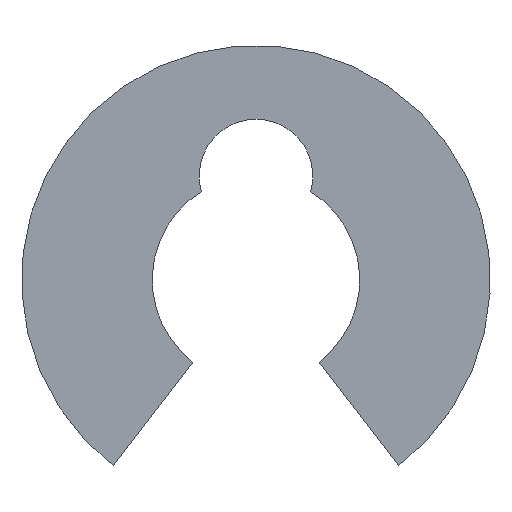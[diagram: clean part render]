
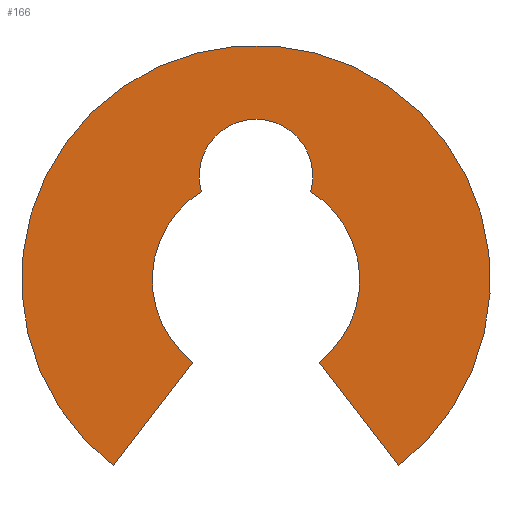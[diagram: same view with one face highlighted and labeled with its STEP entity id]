
A CAD part, front view. The second image highlights one B-rep face of the part: STEP entity #166.
In plain terms, the highlighted planar face has unit normal (0, -1, 0).
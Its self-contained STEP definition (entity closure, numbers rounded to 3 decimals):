
#2 = PLANE ( 'NONE',  #15 ) ;
#4 = CARTESIAN_POINT ( 'NONE',  ( 0., -0.794, 0. ) ) ;
#6 = CIRCLE ( 'NONE', #23, 2.108 ) ;
#9 = AXIS2_PLACEMENT_3D ( 'NONE', #252, #34, #180 ) ;
#15 = AXIS2_PLACEMENT_3D ( 'NONE', #4, #164, #208 ) ;
#21 = ORIENTED_EDGE ( 'NONE', *, *, #251, .F. ) ;
#23 = AXIS2_PLACEMENT_3D ( 'NONE', #81, #230, #55 ) ;
#26 = VERTEX_POINT ( 'NONE', #237 ) ;
#34 = DIRECTION ( 'NONE',  ( 0., -1., 0. ) ) ;
#52 = CARTESIAN_POINT ( 'NONE',  ( 0., -0.794, 0. ) ) ;
#54 = AXIS2_PLACEMENT_3D ( 'NONE', #187, #259, #280 ) ;
#55 = DIRECTION ( 'NONE',  ( 0., 0., 1. ) ) ;
#70 = VERTEX_POINT ( 'NONE', #231 ) ;
#74 = ORIENTED_EDGE ( 'NONE', *, *, #193, .T. ) ;
#75 = EDGE_CURVE ( 'NONE', #118, #77, #226, .T. ) ;
#77 = VERTEX_POINT ( 'NONE', #154 ) ;
#81 = CARTESIAN_POINT ( 'NONE',  ( 0., -0.794, 0. ) ) ;
#84 = FACE_OUTER_BOUND ( 'NONE', #244, .T. ) ;
#90 = EDGE_CURVE ( 'NONE', #173, #70, #292, .T. ) ;
#100 = DIRECTION ( 'NONE',  ( 0., 0., 1. ) ) ;
#118 = VERTEX_POINT ( 'NONE', #276 ) ;
#123 = EDGE_CURVE ( 'NONE', #145, #26, #161, .T. ) ;
#145 = VERTEX_POINT ( 'NONE', #205 ) ;
#154 = CARTESIAN_POINT ( 'NONE',  ( -2.899, -0.794, -3.778 ) ) ;
#161 = CIRCLE ( 'NONE', #9, 1.154 ) ;
#164 = DIRECTION ( 'NONE',  ( 0., 1., 0. ) ) ;
#165 = EDGE_CURVE ( 'NONE', #145, #173, #6, .T. ) ;
#166 = ADVANCED_FACE ( 'NONE', ( #84 ), #2, .F. ) ;
#171 = ORIENTED_EDGE ( 'NONE', *, *, #123, .F. ) ;
#172 = CARTESIAN_POINT ( 'NONE',  ( 0., -0.794, 0. ) ) ;
#173 = VERTEX_POINT ( 'NONE', #298 ) ;
#180 = DIRECTION ( 'NONE',  ( 0., 0., -1. ) ) ;
#187 = CARTESIAN_POINT ( 'NONE',  ( 0., -0.794, 0. ) ) ;
#193 = EDGE_CURVE ( 'NONE', #118, #26, #274, .T. ) ;
#194 = ORIENTED_EDGE ( 'NONE', *, *, #90, .T. ) ;
#200 = ORIENTED_EDGE ( 'NONE', *, *, #75, .F. ) ;
#205 = CARTESIAN_POINT ( 'NONE',  ( 1.11, -0.794, 1.792 ) ) ;
#208 = DIRECTION ( 'NONE',  ( 0., 0., 1. ) ) ;
#215 = CIRCLE ( 'NONE', #242, 4.763 ) ;
#226 = LINE ( 'NONE', #52, #295 ) ;
#230 = DIRECTION ( 'NONE',  ( 0., 1., 0. ) ) ;
#231 = CARTESIAN_POINT ( 'NONE',  ( 2.899, -0.794, -3.778 ) ) ;
#237 = CARTESIAN_POINT ( 'NONE',  ( -1.11, -0.794, 1.792 ) ) ;
#242 = AXIS2_PLACEMENT_3D ( 'NONE', #172, #260, #100 ) ;
#244 = EDGE_LOOP ( 'NONE', ( #74, #171, #309, #194, #21, #200 ) ) ;
#247 = DIRECTION ( 'NONE',  ( -0.609, 0., -0.793 ) ) ;
#250 = CARTESIAN_POINT ( 'NONE',  ( 0., -0.794, 0. ) ) ;
#251 = EDGE_CURVE ( 'NONE', #77, #70, #215, .T. ) ;
#252 = CARTESIAN_POINT ( 'NONE',  ( 0., -0.794, 2.108 ) ) ;
#259 = DIRECTION ( 'NONE',  ( 0., 1., 0. ) ) ;
#260 = DIRECTION ( 'NONE',  ( 0., 1., 0. ) ) ;
#270 = DIRECTION ( 'NONE',  ( 0.609, 0., -0.793 ) ) ;
#274 = CIRCLE ( 'NONE', #54, 2.108 ) ;
#276 = CARTESIAN_POINT ( 'NONE',  ( -1.283, -0.794, -1.673 ) ) ;
#278 = VECTOR ( 'NONE', #270, 1000. ) ;
#280 = DIRECTION ( 'NONE',  ( 0., 0., 1. ) ) ;
#292 = LINE ( 'NONE', #250, #278 ) ;
#295 = VECTOR ( 'NONE', #247, 1000. ) ;
#298 = CARTESIAN_POINT ( 'NONE',  ( 1.283, -0.794, -1.673 ) ) ;
#309 = ORIENTED_EDGE ( 'NONE', *, *, #165, .T. ) ;
